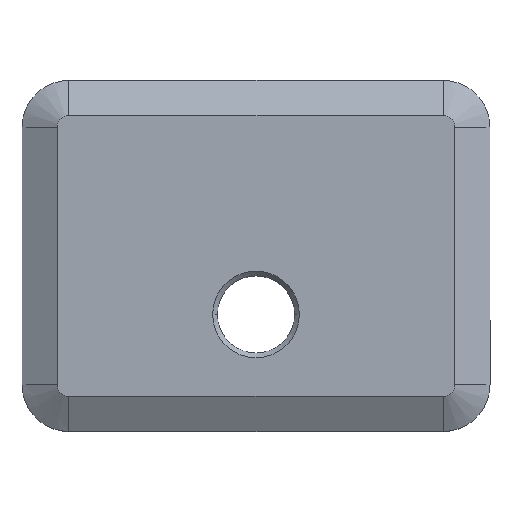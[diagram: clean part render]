
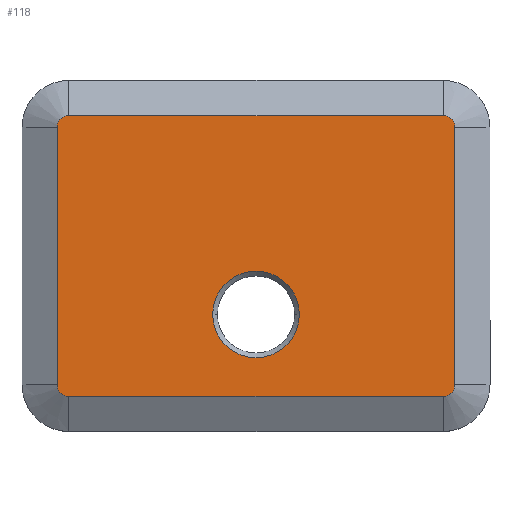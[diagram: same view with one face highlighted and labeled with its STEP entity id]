
A CAD part, top view. The second image highlights one B-rep face of the part: STEP entity #118.
In plain terms, the highlighted planar face has unit normal (0, 0, 1).
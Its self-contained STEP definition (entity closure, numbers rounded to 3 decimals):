
#24 = VECTOR ( 'NONE', #226, 1000. ) ;
#46 = PLANE ( 'NONE',  #373 ) ;
#49 = VERTEX_POINT ( 'NONE', #766 ) ;
#52 = ORIENTED_EDGE ( 'NONE', *, *, #883, .T. ) ;
#61 = LINE ( 'NONE', #930, #359 ) ;
#78 = VERTEX_POINT ( 'NONE', #408 ) ;
#79 = CARTESIAN_POINT ( 'NONE',  ( -8., 8.5, 3. ) ) ;
#80 = DIRECTION ( 'NONE',  ( 1., 0., 0. ) ) ;
#91 = ORIENTED_EDGE ( 'NONE', *, *, #571, .T. ) ;
#99 = ORIENTED_EDGE ( 'NONE', *, *, #913, .T. ) ;
#118 = ADVANCED_FACE ( 'NONE', ( #423, #577 ), #46, .T. ) ;
#124 = CIRCLE ( 'NONE', #316, 0.5 ) ;
#140 = AXIS2_PLACEMENT_3D ( 'NONE', #269, #407, #80 ) ;
#141 = CIRCLE ( 'NONE', #879, 0.5 ) ;
#149 = DIRECTION ( 'NONE',  ( 1., 0., 0. ) ) ;
#152 = EDGE_CURVE ( 'NONE', #49, #760, #166, .T. ) ;
#163 = EDGE_CURVE ( 'NONE', #295, #737, #377, .T. ) ;
#165 = ORIENTED_EDGE ( 'NONE', *, *, #828, .T. ) ;
#166 = LINE ( 'NONE', #79, #479 ) ;
#170 = ORIENTED_EDGE ( 'NONE', *, *, #163, .T. ) ;
#186 = CARTESIAN_POINT ( 'NONE',  ( 8.5, -3., 3. ) ) ;
#187 = CIRCLE ( 'NONE', #637, 1.85 ) ;
#189 = EDGE_CURVE ( 'NONE', #245, #651, #187, .T. ) ;
#204 = CARTESIAN_POINT ( 'NONE',  ( -8.5, -3., 3. ) ) ;
#213 = EDGE_LOOP ( 'NONE', ( #518, #748 ) ) ;
#219 = CARTESIAN_POINT ( 'NONE',  ( -8., 8., 3. ) ) ;
#226 = DIRECTION ( 'NONE',  ( 0., 1., 0. ) ) ;
#236 = DIRECTION ( 'NONE',  ( 0., 0., 1. ) ) ;
#239 = VECTOR ( 'NONE', #243, 1000. ) ;
#243 = DIRECTION ( 'NONE',  ( 0., -1., 0. ) ) ;
#245 = VERTEX_POINT ( 'NONE', #801 ) ;
#262 = CARTESIAN_POINT ( 'NONE',  ( -8.5, 8., 3. ) ) ;
#269 = CARTESIAN_POINT ( 'NONE',  ( 0., 0., 3. ) ) ;
#274 = ORIENTED_EDGE ( 'NONE', *, *, #580, .T. ) ;
#289 = CARTESIAN_POINT ( 'NONE',  ( 8.5, 8., 3. ) ) ;
#295 = VERTEX_POINT ( 'NONE', #262 ) ;
#300 = CIRCLE ( 'NONE', #893, 0.5 ) ;
#304 = VERTEX_POINT ( 'NONE', #186 ) ;
#311 = DIRECTION ( 'NONE',  ( 1., 0., 0. ) ) ;
#316 = AXIS2_PLACEMENT_3D ( 'NONE', #467, #626, #546 ) ;
#353 = EDGE_CURVE ( 'NONE', #799, #304, #124, .T. ) ;
#356 = CARTESIAN_POINT ( 'NONE',  ( 0., 0., 3. ) ) ;
#359 = VECTOR ( 'NONE', #798, 1000. ) ;
#373 = AXIS2_PLACEMENT_3D ( 'NONE', #356, #443, #311 ) ;
#377 = LINE ( 'NONE', #667, #239 ) ;
#378 = DIRECTION ( 'NONE',  ( 1., 0., 0. ) ) ;
#407 = DIRECTION ( 'NONE',  ( 0., 0., -1. ) ) ;
#408 = CARTESIAN_POINT ( 'NONE',  ( 8.5, 8., 3. ) ) ;
#409 = DIRECTION ( 'NONE',  ( 1., 0., 0. ) ) ;
#423 = FACE_BOUND ( 'NONE', #213, .T. ) ;
#443 = DIRECTION ( 'NONE',  ( 0., 0., 1. ) ) ;
#467 = CARTESIAN_POINT ( 'NONE',  ( 8., -3., 3. ) ) ;
#479 = VECTOR ( 'NONE', #586, 1000. ) ;
#480 = CIRCLE ( 'NONE', #791, 0.5 ) ;
#511 = EDGE_CURVE ( 'NONE', #651, #245, #876, .T. ) ;
#515 = DIRECTION ( 'NONE',  ( 0., 0., 1. ) ) ;
#518 = ORIENTED_EDGE ( 'NONE', *, *, #189, .T. ) ;
#541 = ORIENTED_EDGE ( 'NONE', *, *, #152, .T. ) ;
#544 = CARTESIAN_POINT ( 'NONE',  ( -8., -3.5, 3. ) ) ;
#546 = DIRECTION ( 'NONE',  ( 1., 0., 0. ) ) ;
#571 = EDGE_CURVE ( 'NONE', #730, #799, #61, .T. ) ;
#573 = CARTESIAN_POINT ( 'NONE',  ( 8., 8., 3. ) ) ;
#577 = FACE_OUTER_BOUND ( 'NONE', #742, .T. ) ;
#578 = CARTESIAN_POINT ( 'NONE',  ( 8., -3.5, 3. ) ) ;
#580 = EDGE_CURVE ( 'NONE', #760, #295, #480, .T. ) ;
#586 = DIRECTION ( 'NONE',  ( -1., 0., 0. ) ) ;
#604 = DIRECTION ( 'NONE',  ( 1., 0., 0. ) ) ;
#626 = DIRECTION ( 'NONE',  ( 0., 0., 1. ) ) ;
#637 = AXIS2_PLACEMENT_3D ( 'NONE', #680, #670, #604 ) ;
#641 = CARTESIAN_POINT ( 'NONE',  ( -8., 8.5, 3. ) ) ;
#651 = VERTEX_POINT ( 'NONE', #745 ) ;
#667 = CARTESIAN_POINT ( 'NONE',  ( -8.5, -3., 3. ) ) ;
#670 = DIRECTION ( 'NONE',  ( 0., 0., -1. ) ) ;
#671 = ORIENTED_EDGE ( 'NONE', *, *, #353, .T. ) ;
#680 = CARTESIAN_POINT ( 'NONE',  ( 0., 0., 3. ) ) ;
#730 = VERTEX_POINT ( 'NONE', #544 ) ;
#737 = VERTEX_POINT ( 'NONE', #204 ) ;
#742 = EDGE_LOOP ( 'NONE', ( #671, #52, #165, #541, #274, #170, #99, #91 ) ) ;
#745 = CARTESIAN_POINT ( 'NONE',  ( -1.85, 0., 3. ) ) ;
#748 = ORIENTED_EDGE ( 'NONE', *, *, #511, .T. ) ;
#760 = VERTEX_POINT ( 'NONE', #641 ) ;
#766 = CARTESIAN_POINT ( 'NONE',  ( 8., 8.5, 3. ) ) ;
#791 = AXIS2_PLACEMENT_3D ( 'NONE', #219, #515, #149 ) ;
#796 = CARTESIAN_POINT ( 'NONE',  ( -8., -3., 3. ) ) ;
#798 = DIRECTION ( 'NONE',  ( 1., 0., 0. ) ) ;
#799 = VERTEX_POINT ( 'NONE', #578 ) ;
#801 = CARTESIAN_POINT ( 'NONE',  ( 1.85, 0., 3. ) ) ;
#828 = EDGE_CURVE ( 'NONE', #78, #49, #141, .T. ) ;
#871 = LINE ( 'NONE', #289, #24 ) ;
#876 = CIRCLE ( 'NONE', #140, 1.85 ) ;
#879 = AXIS2_PLACEMENT_3D ( 'NONE', #573, #897, #409 ) ;
#883 = EDGE_CURVE ( 'NONE', #304, #78, #871, .T. ) ;
#893 = AXIS2_PLACEMENT_3D ( 'NONE', #796, #236, #378 ) ;
#897 = DIRECTION ( 'NONE',  ( 0., 0., 1. ) ) ;
#913 = EDGE_CURVE ( 'NONE', #737, #730, #300, .T. ) ;
#930 = CARTESIAN_POINT ( 'NONE',  ( 8., -3.5, 3. ) ) ;
